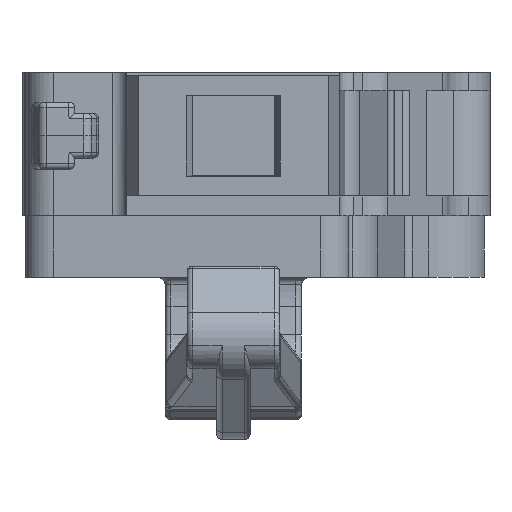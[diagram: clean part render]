
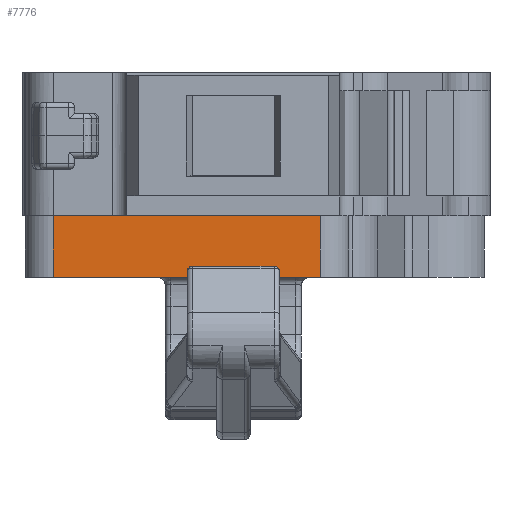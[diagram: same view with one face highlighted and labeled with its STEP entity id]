
A CAD part, front view. The second image highlights one B-rep face of the part: STEP entity #7776.
In plain terms, the highlighted planar face has unit normal (0, -1, 0).
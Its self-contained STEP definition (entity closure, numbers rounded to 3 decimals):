
#590=DIRECTION('',(0.,0.,-1.));
#591=VECTOR('',#590,2.2);
#592=CARTESIAN_POINT('',(3.1,15.575,-2.25));
#593=LINE('',#592,#591);
#594=DIRECTION('',(-1.,0.,0.));
#595=VECTOR('',#594,9.525);
#596=CARTESIAN_POINT('',(3.1,15.575,-4.45));
#597=LINE('',#596,#595);
#598=DIRECTION('',(-1.,0.,0.));
#599=VECTOR('',#598,7.244);
#600=CARTESIAN_POINT('',(3.1,15.575,-2.25));
#601=LINE('',#600,#599);
#891=DIRECTION('',(-1.,0.,0.));
#892=VECTOR('',#891,2.281);
#893=CARTESIAN_POINT('',(-4.144,15.575,-2.25));
#894=LINE('',#893,#892);
#3449=DIRECTION('',(0.,0.,-1.));
#3450=VECTOR('',#3449,2.2);
#3451=CARTESIAN_POINT('',(-6.425,15.575,-2.25));
#3452=LINE('',#3451,#3450);
#6521=CARTESIAN_POINT('',(-6.425,15.575,-4.45));
#6523=VERTEX_POINT('',#6521);
#6525=CARTESIAN_POINT('',(-6.425,15.575,-2.25));
#6526=VERTEX_POINT('',#6525);
#6528=CARTESIAN_POINT('',(3.1,15.575,-4.45));
#6530=VERTEX_POINT('',#6528);
#7135=CARTESIAN_POINT('',(-4.144,15.575,-2.25));
#7136=VERTEX_POINT('',#7135);
#7243=CARTESIAN_POINT('',(3.1,15.575,-2.25));
#7244=VERTEX_POINT('',#7243);
#7760=CARTESIAN_POINT('',(3.1,15.575,-2.25));
#7761=DIRECTION('',(0.,-1.,0.));
#7762=DIRECTION('',(-1.,0.,0.));
#7763=AXIS2_PLACEMENT_3D('',#7760,#7761,#7762);
#7764=PLANE('',#7763);
#7766=ORIENTED_EDGE('',*,*,#7765,.T.);
#7767=ORIENTED_EDGE('',*,*,#7684,.T.);
#7769=ORIENTED_EDGE('',*,*,#7768,.F.);
#7771=ORIENTED_EDGE('',*,*,#7770,.F.);
#7773=ORIENTED_EDGE('',*,*,#7772,.F.);
#7774=EDGE_LOOP('',(#7766,#7767,#7769,#7771,#7773));
#7775=FACE_OUTER_BOUND('',#7774,.F.);
#7684=EDGE_CURVE('',#6530,#6523,#597,.T.);
#7765=EDGE_CURVE('',#7244,#6530,#593,.T.);
#7768=EDGE_CURVE('',#6526,#6523,#3452,.T.);
#7770=EDGE_CURVE('',#7136,#6526,#894,.T.);
#7772=EDGE_CURVE('',#7244,#7136,#601,.T.);
#7776=ADVANCED_FACE('',(#7775),#7764,.T.);
